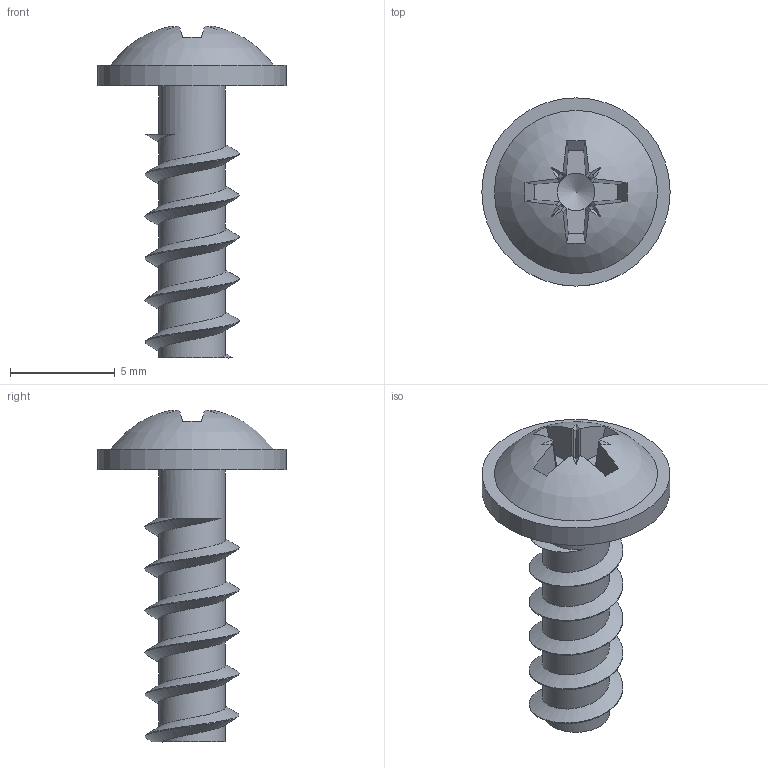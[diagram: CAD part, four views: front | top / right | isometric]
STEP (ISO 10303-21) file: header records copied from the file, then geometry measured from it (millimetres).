
FILE_DESCRIPTION(/* description */ ('Alibre Inc.'),/* implementation_level */ '2;1');
FILE_NAME(/* name */ 'export-15EF4883-6031-49E0-B5EB-487DE7CA23A1',/* time_stamp */ '2024-09-09T12:18:09+02:00',/* author */ (''),/* organization */ (''),/* preprocessor_version */ 'ST-DEVELOPER v17',/* originating_system */ 'Alibre',/* authorisation */ '');
FILE_SCHEMA (('AUTOMOTIVE_DESIGN'));
Length unit declared in the file: millimetre
Products named in the file (1): 98000160_00
Bounding box: 9 x 9 x 15.87 mm (x, y, z)
Volume: 221.5 mm3; surface area: 383.4 mm2
Topology: 1 solids, 1 shells, 66 faces, 178 edges, 115 vertices
Faces by surface type: plane 40, cylinder 14, bspline 10, sphere 1, cone 1
Full cylindrical faces by diameter (mm): 1.8 x1, 3.2 x5, 4.5 x4, 9 x1
Entity records: 3260 total; most frequent: CARTESIAN_POINT 1753, ORIENTED_EDGE 354, DIRECTION 238, EDGE_CURVE 177, VERTEX_POINT 115, AXIS2_PLACEMENT_3D 100, VECTOR 78, LINE 78
